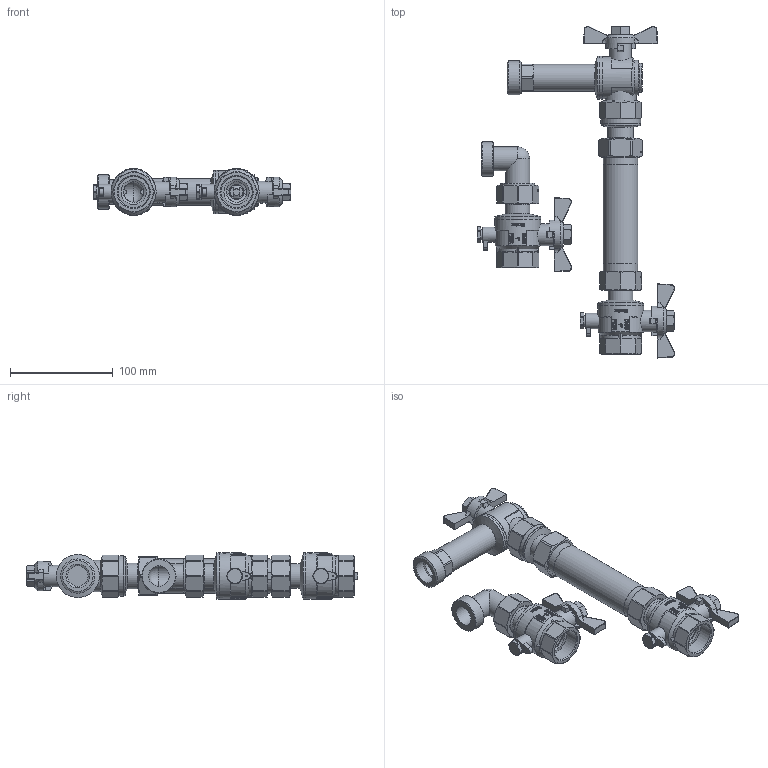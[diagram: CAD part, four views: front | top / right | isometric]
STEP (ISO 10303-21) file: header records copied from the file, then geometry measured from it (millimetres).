
FILE_DESCRIPTION(/* description */ ('Unknown'),/* implementation_level */ '2;1');
FILE_NAME(/* name */ '85120021',/* time_stamp */ '2023-07-20T09:31:56+02:00',/* author */ ('Unknown'),/* organization */ ('Unknown'),/* preprocessor_version */ 'ST-DEVELOPER v18.102',/* originating_system */ 'Solid Edge',/* authorisation */ 'Unknown');
FILE_SCHEMA (('AUTOMOTIVE_DESIGN {1 0 10303 214 3 1 1}'));
Length unit declared in the file: millimetre
Products named in the file (36): 85120021; 745_66_lang_; 600-1-Mutter-fl.g.; Flügelgriff 1; 745_66_lang; Einschraubteil lang_745-66; Körper_025; 600-1-spindel; 600-1-Stopfbuchse; 722-66_oa_0; B1; F-griff-1.1; M10-1-Mutter-al.g..1; Kvrper-co_oa_1; Schtaube; Kvrper; Spindel-co_oa_2; Spindel; Stopfbuchse; verschraubung-co; _berwurfmutter; Einschraubteil; Dichtung; Sperring; 98708712-1x130; 722-66_oa_3; Kvrper-co_oa_4; Spindel-co_oa_5; 725_66; StoppRing; O-Ring; St_tze; Speerring; Winkel-35-35
Assembly tree (41 placements, depth 4):
  85120021
    745_66_lang_
      600-1-Mutter-fl.g.
      Flügelgriff 1
      745_66_lang
        Einschraubteil lang_745-66
        Körper_025
        600-1-spindel
        600-1-Stopfbuchse
    722-66_oa_0
      B1
        F-griff-1.1
        M10-1-Mutter-al.g..1
      Kvrper-co_oa_1
        Schtaube
        Kvrper
      Spindel-co_oa_2
        Spindel
        Stopfbuchse
      verschraubung-co
        _berwurfmutter
        Einschraubteil
        Dichtung
        Sperring
    98708712-1x130
    722-66_oa_3
      B1
        F-griff-1.1
        M10-1-Mutter-al.g..1
      Kvrper-co_oa_4
        Schtaube
        Kvrper
      Spindel-co_oa_5
        Spindel
        Stopfbuchse
      verschraubung-co
        _berwurfmutter
        Einschraubteil
        Dichtung
        Sperring
    725_66
      Dichtung
      StoppRing
      O-Ring
      _berwurfmutter
      St_tze
      Speerring
    Winkel-35-35
Bounding box: 192.2 x 322.5 x 45.36 mm (x, y, z)
Volume: 281191.4 mm3; surface area: 175938.2 mm2
Topology: 34 solids, 34 shells, 2699 faces, 7367 edges, 4848 vertices
Faces by surface type: plane 2025, cylinder 378, cone 219, bspline 46, sphere 26, torus 5
Full cylindrical faces by diameter (mm): 1.5 x5, 5 x2, 5.9 x2, 8.5 x3, 8.8 x2, 8.9 x1, 8.92 x2, 10 x2, 12 x7, 12.1 x2, 12.5 x3, 14 x3, 14.5 x3, 15 x2, 16 x3, 16.376 x2, 16.5 x2, 18 x3, 20 x6, 21 x4, 22 x2, 22.5 x3, 23 x1, 23.5 x2, 24 x4, 24.5 x2, 24.7 x1, 25 x1, 26 x1, 28 x4
Entity records: 55862 total; most frequent: CARTESIAN_POINT 15614, DIRECTION 8641, ORIENTED_EDGE 7666, EDGE_CURVE 3833, AXIS2_PLACEMENT_3D 3593, VERTEX_POINT 2608, FACE_BOUND 1799, EDGE_LOOP 1797
